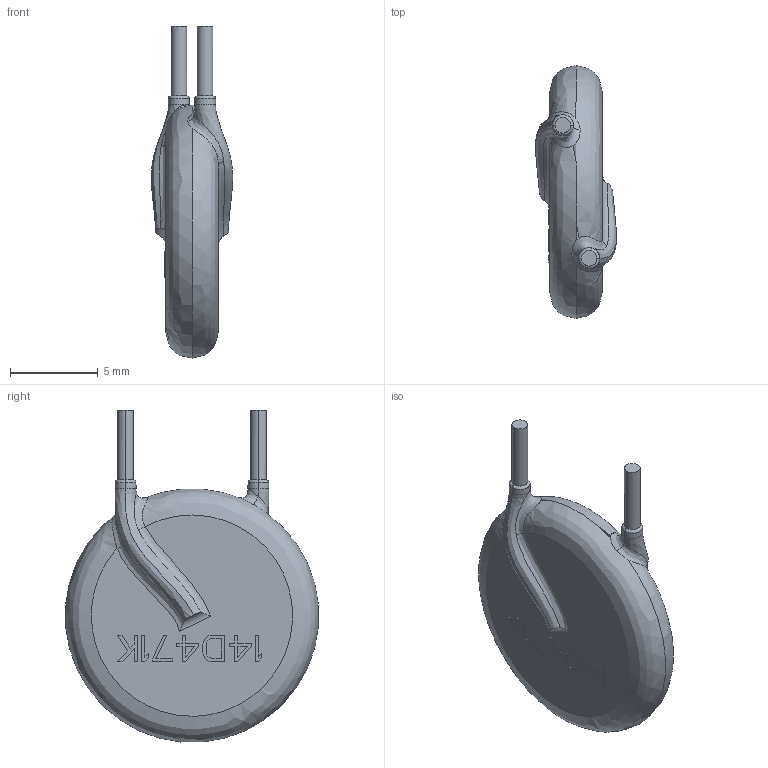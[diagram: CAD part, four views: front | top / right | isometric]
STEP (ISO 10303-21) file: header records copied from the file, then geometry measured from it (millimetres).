
FILE_DESCRIPTION (( 'STEP AP214' ), '1' );
FILE_NAME ('User Library-14d471k.STEP', '2021-12-30T02:14:33', ( '' ), ( '' ), 'SwSTEP 2.0', 'SolidWorks 2021', '' );
FILE_SCHEMA (( 'AUTOMOTIVE_DESIGN' ));
Length unit declared in the file: millimetre
Products named in the file (1): User Library-14d471k
Bounding box: 4.64 x 14.45 x 18.97 mm (x, y, z)
Volume: 474.1 mm3; surface area: 453.1 mm2
Topology: 1 solids, 1 shells, 131 faces, 363 edges, 236 vertices
Faces by surface type: plane 103, bspline 18, cylinder 10
Entity records: 7321 total; most frequent: CARTESIAN_POINT 3648, ORIENTED_EDGE 710, DIRECTION 565, EDGE_CURVE 355, LINE 273, VECTOR 273, VERTEX_POINT 236, AXIS2_PLACEMENT_3D 146
